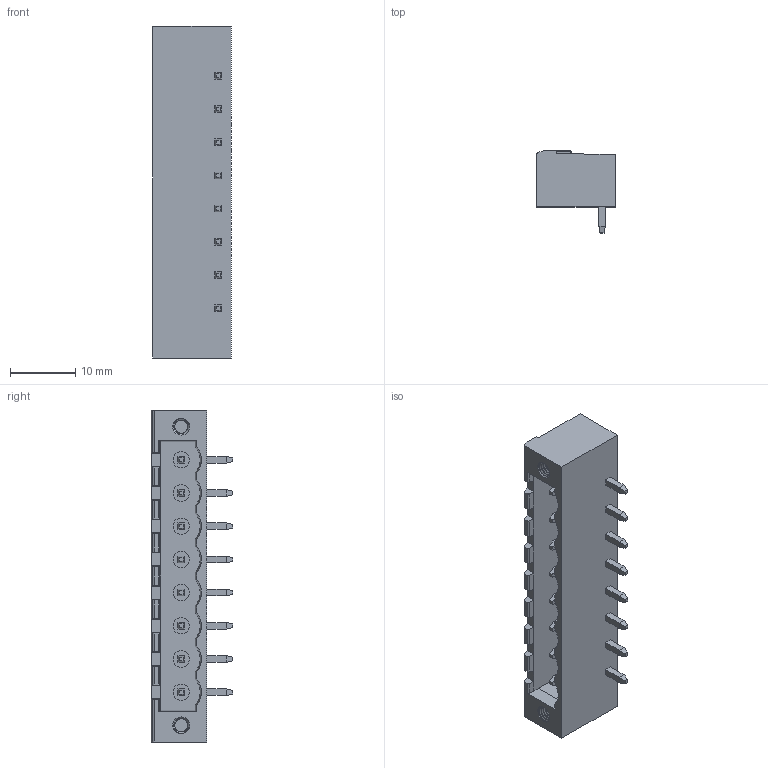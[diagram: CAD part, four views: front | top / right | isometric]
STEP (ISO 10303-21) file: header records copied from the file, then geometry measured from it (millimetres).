
FILE_DESCRIPTION (( 'STEP AP214' ), '1' );
FILE_NAME ('CUI_DEVICES_TBP01R1W-508-08BE.step', '2019-10-22T01:58:55', ( '' ), ( '' ), 'SwSTEP 2.0', 'SolidWorks 2019', '' );
FILE_SCHEMA (( 'AUTOMOTIVE_DESIGN' ));
Length unit declared in the file: millimetre
Products named in the file (1): CUI_DEVICES_TBP01R1W-508-08BE
Bounding box: 12 x 12.5 x 50.8 mm (x, y, z)
Volume: 2993.6 mm3; surface area: 3552.4 mm2
Topology: 1 solids, 1 shells, 473 faces, 1191 edges, 730 vertices
Faces by surface type: plane 267, cylinder 172, bspline 20, cone 14
Entity records: 19959 total; most frequent: CARTESIAN_POINT 6605, ORIENTED_EDGE 2350, DIRECTION 1957, EDGE_CURVE 1175, VECTOR 777, LINE 777, VERTEX_POINT 730, AXIS2_PLACEMENT_3D 590
